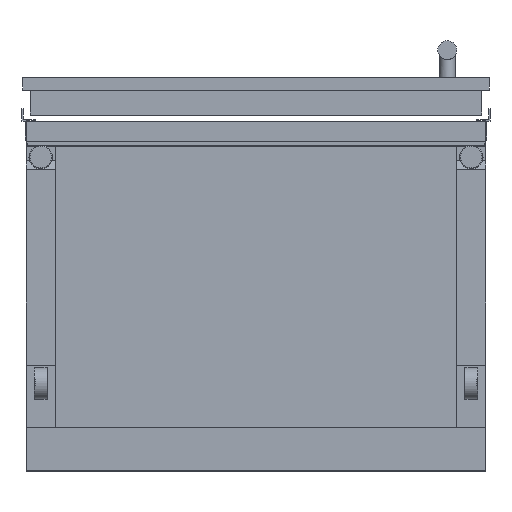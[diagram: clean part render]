
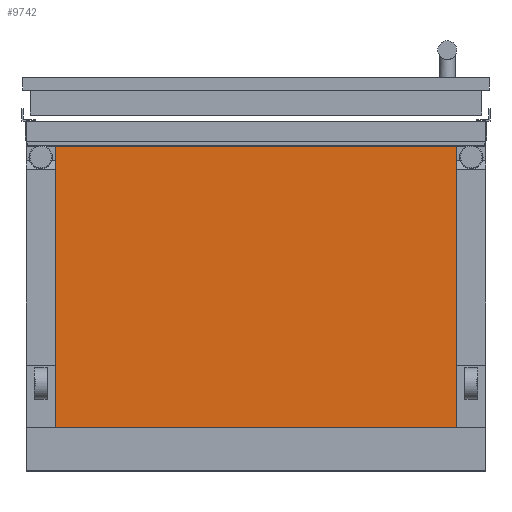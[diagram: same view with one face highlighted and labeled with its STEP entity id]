
A CAD part, front view. The second image highlights one B-rep face of the part: STEP entity #9742.
In plain terms, the highlighted planar face has unit normal (0, -1, 0).
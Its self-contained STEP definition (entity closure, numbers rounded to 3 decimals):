
#606 = AXIS2_PLACEMENT_3D ( 'NONE', #1694, #9850, #3219 ) ;
#1544 = ORIENTED_EDGE ( 'NONE', *, *, #7508, .F. ) ;
#1550 = VERTEX_POINT ( 'NONE', #9940 ) ;
#1646 = CARTESIAN_POINT ( 'NONE',  ( -321., -990.85, -210.4 ) ) ;
#1694 = CARTESIAN_POINT ( 'NONE',  ( 321., -990.85, -280. ) ) ;
#1825 = ORIENTED_EDGE ( 'NONE', *, *, #4146, .T. ) ;
#1986 = DIRECTION ( 'NONE',  ( 0., 0., 1. ) ) ;
#2429 = VECTOR ( 'NONE', #7680, 1000. ) ;
#3219 = DIRECTION ( 'NONE',  ( 0., 0., 1. ) ) ;
#3267 = EDGE_LOOP ( 'NONE', ( #1544, #3541, #1825, #5643 ) ) ;
#3541 = ORIENTED_EDGE ( 'NONE', *, *, #7726, .T. ) ;
#4146 = EDGE_CURVE ( 'NONE', #1550, #9194, #7850, .T. ) ;
#4479 = VECTOR ( 'NONE', #1986, 1000. ) ;
#4491 = VERTEX_POINT ( 'NONE', #1646 ) ;
#4577 = VERTEX_POINT ( 'NONE', #5702 ) ;
#4781 = CARTESIAN_POINT ( 'NONE',  ( 321., -990.85, 240. ) ) ;
#5360 = DIRECTION ( 'NONE',  ( 1., 0., 0. ) ) ;
#5643 = ORIENTED_EDGE ( 'NONE', *, *, #9719, .F. ) ;
#5702 = CARTESIAN_POINT ( 'NONE',  ( -321., -990.85, 240. ) ) ;
#6082 = CARTESIAN_POINT ( 'NONE',  ( 321., -990.85, -280. ) ) ;
#6282 = LINE ( 'NONE', #7047, #4479 ) ;
#7047 = CARTESIAN_POINT ( 'NONE',  ( -321., -990.85, -280. ) ) ;
#7122 = CARTESIAN_POINT ( 'NONE',  ( 321., -990.85, 240. ) ) ;
#7134 = FACE_OUTER_BOUND ( 'NONE', #3267, .T. ) ;
#7390 = PLANE ( 'NONE',  #606 ) ;
#7508 = EDGE_CURVE ( 'NONE', #4491, #4577, #6282, .T. ) ;
#7680 = DIRECTION ( 'NONE',  ( 0., 0., 1. ) ) ;
#7726 = EDGE_CURVE ( 'NONE', #4491, #1550, #10290, .T. ) ;
#7850 = LINE ( 'NONE', #6082, #2429 ) ;
#9047 = VECTOR ( 'NONE', #5360, 1000. ) ;
#9194 = VERTEX_POINT ( 'NONE', #7122 ) ;
#9719 = EDGE_CURVE ( 'NONE', #4577, #9194, #10616, .T. ) ;
#9742 = ADVANCED_FACE ( 'NONE', ( #7134 ), #7390, .F. ) ;
#9850 = DIRECTION ( 'NONE',  ( 0., 1., 0. ) ) ;
#9940 = CARTESIAN_POINT ( 'NONE',  ( 321., -990.85, -210.4 ) ) ;
#10154 = CARTESIAN_POINT ( 'NONE',  ( 368., -990.85, -210.4 ) ) ;
#10156 = VECTOR ( 'NONE', #10436, 1000. ) ;
#10290 = LINE ( 'NONE', #10154, #10156 ) ;
#10436 = DIRECTION ( 'NONE',  ( 1., 0., 0. ) ) ;
#10616 = LINE ( 'NONE', #4781, #9047 ) ;
